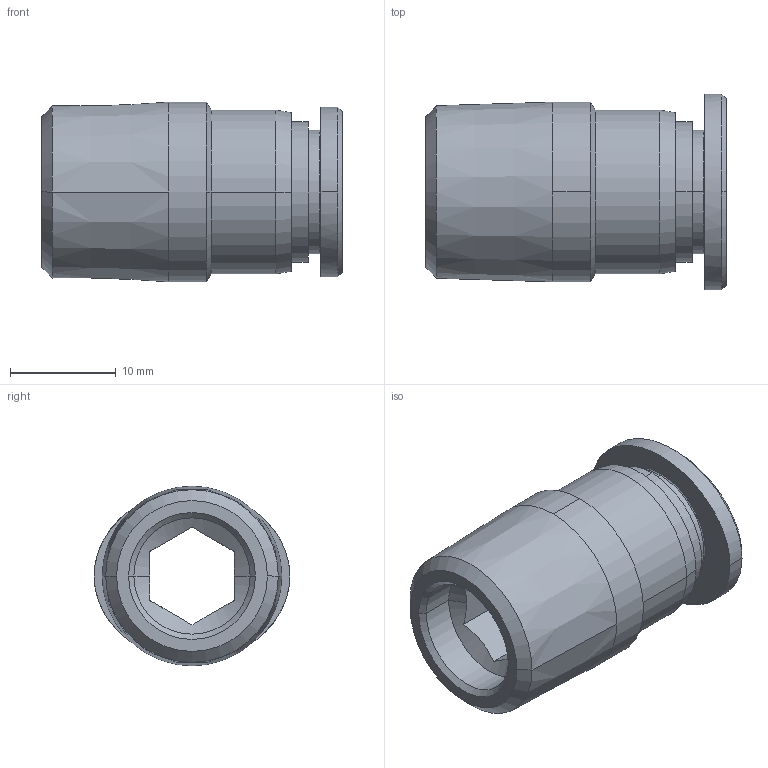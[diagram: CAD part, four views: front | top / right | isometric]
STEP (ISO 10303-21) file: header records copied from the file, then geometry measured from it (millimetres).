
FILE_DESCRIPTION (( 'STEP AP214' ), '1' );
FILE_NAME ('POC10-03.stp', '2015-10-22T12:36:09', ( '' ), ( '' ), 'SwSTEP 2.0', 'SolidWorks 2015', '' );
FILE_SCHEMA (( 'AUTOMOTIVE_DESIGN' ));
Length unit declared in the file: millimetre
Products named in the file (2): ｦ+ﾃｦ1; POC10-03
Assembly tree (1 placements, depth 2):
  POC10-03
    ｦ+ﾃｦ1
Bounding box: 28.4 x 18.5 x 17 mm (x, y, z)
Volume: 3474.5 mm3; surface area: 2806 mm2
Topology: 1 solids, 1 shells, 427 faces, 1216 edges, 806 vertices
Faces by surface type: plane 388, cone 16, cylinder 14, bspline 9
Entity records: 14705 total; most frequent: CARTESIAN_POINT 3223, ORIENTED_EDGE 2432, DIRECTION 2076, EDGE_CURVE 1216, VECTOR 1144, LINE 1144, VERTEX_POINT 806, AXIS2_PLACEMENT_3D 466
